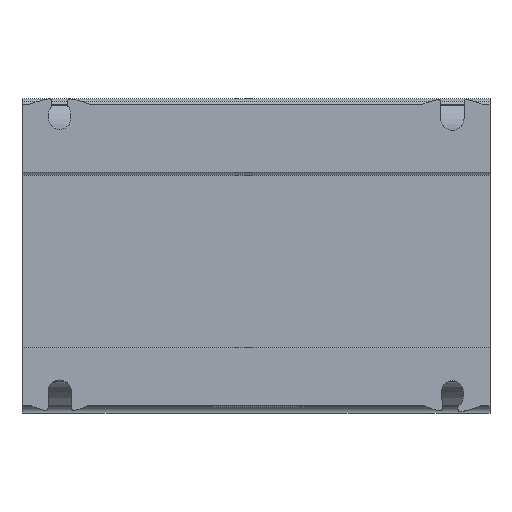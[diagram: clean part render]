
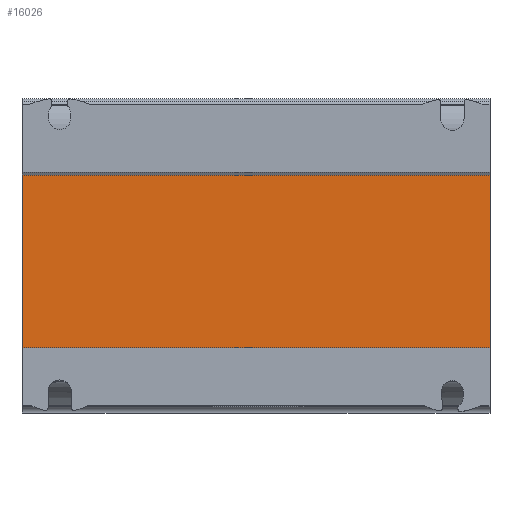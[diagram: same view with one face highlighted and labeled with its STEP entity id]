
A CAD part, top view. The second image highlights one B-rep face of the part: STEP entity #16026.
In plain terms, the highlighted planar face has unit normal (0, 0, 1).
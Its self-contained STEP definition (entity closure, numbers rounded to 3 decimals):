
#709=DIRECTION('',(0.,1.,0.));
#710=VECTOR('',#709,33.7);
#711=CARTESIAN_POINT('',(45.,-21.8,49.55));
#712=LINE('',#711,#710);
#4186=DIRECTION('',(1.,0.,0.));
#4187=VECTOR('',#4186,90.);
#4188=CARTESIAN_POINT('',(-45.,-21.8,49.55));
#4189=LINE('',#4188,#4187);
#4190=DIRECTION('',(0.,1.,0.));
#4191=VECTOR('',#4190,33.7);
#4192=CARTESIAN_POINT('',(-45.,-21.8,49.55));
#4193=LINE('',#4192,#4191);
#4194=DIRECTION('',(1.,0.,0.));
#4195=VECTOR('',#4194,90.);
#4196=CARTESIAN_POINT('',(-45.,11.9,49.55));
#4197=LINE('',#4196,#4195);
#8168=CARTESIAN_POINT('',(45.,-21.8,49.55));
#8169=VERTEX_POINT('',#8168);
#8170=CARTESIAN_POINT('',(45.,11.9,49.55));
#8171=VERTEX_POINT('',#8170);
#9697=CARTESIAN_POINT('',(-45.,11.9,49.55));
#9698=VERTEX_POINT('',#9697);
#9699=CARTESIAN_POINT('',(-45.,-21.8,49.55));
#9700=VERTEX_POINT('',#9699);
#16014=CARTESIAN_POINT('',(45.,11.9,49.55));
#16015=DIRECTION('',(0.,0.,1.));
#16016=DIRECTION('',(0.,-1.,0.));
#16017=AXIS2_PLACEMENT_3D('',#16014,#16015,#16016);
#16018=PLANE('',#16017);
#16019=ORIENTED_EDGE('',*,*,#11024,.F.);
#16020=ORIENTED_EDGE('',*,*,#16009,.F.);
#16021=ORIENTED_EDGE('',*,*,#11507,.T.);
#16023=ORIENTED_EDGE('',*,*,#16022,.T.);
#16024=EDGE_LOOP('',(#16019,#16020,#16021,#16023));
#16025=FACE_OUTER_BOUND('',#16024,.F.);
#16026=ADVANCED_FACE('',(#16025),#16018,.T.);
#11024=EDGE_CURVE('',#8169,#8171,#712,.T.);
#11507=EDGE_CURVE('',#9700,#9698,#4193,.T.);
#16009=EDGE_CURVE('',#9700,#8169,#4189,.T.);
#16022=EDGE_CURVE('',#9698,#8171,#4197,.T.);
